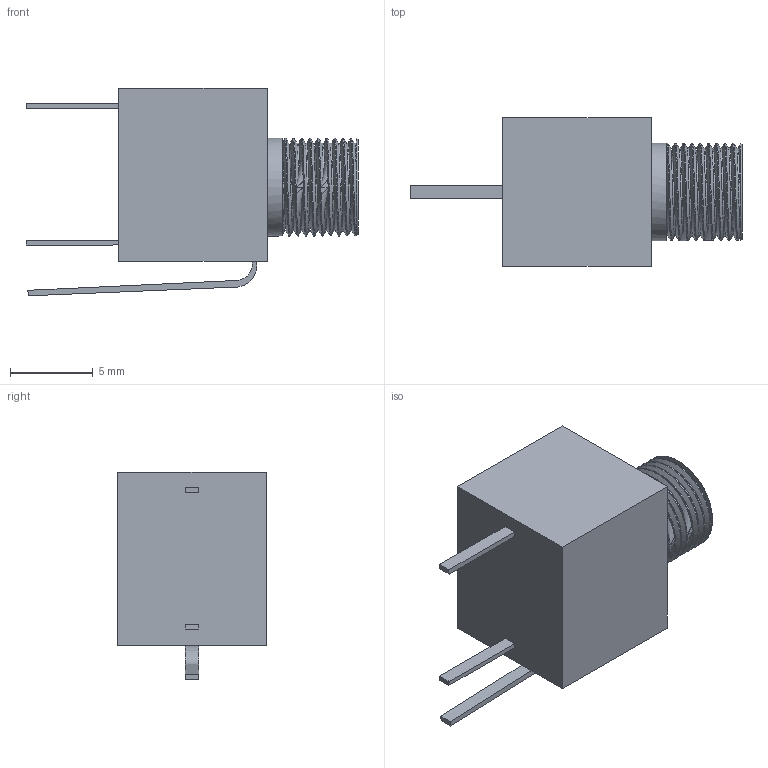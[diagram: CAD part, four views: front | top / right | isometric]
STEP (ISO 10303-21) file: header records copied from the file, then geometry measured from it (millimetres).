
FILE_DESCRIPTION(/* description */ (''),/* implementation_level */ '2;1');
FILE_NAME(/* name */ 'Thonk M301 Jack.step',/* time_stamp */ '2018-02-07T07:06:26+01:00',/* author */ (''),/* organization */ (''),/* preprocessor_version */ 'ST-DEVELOPER v16.13',/* originating_system */ 'Autodesk Translation Framework v6.5.0.72',/* authorisation */ '');
FILE_SCHEMA (('AUTOMOTIVE_DESIGN { 1 0 10303 214 3 1 1 }'));
Length unit declared in the file: millimetre
Products named in the file (1): Thonk M301 Jack
Bounding box: 20.12 x 9 x 12.58 mm (x, y, z)
Volume: 891.6 mm3; surface area: 965.5 mm2
Topology: 5 solids, 5 shells, 61 faces, 139 edges, 89 vertices
Faces by surface type: plane 29, cylinder 28, bspline 2, cone 2
Full cylindrical faces by diameter (mm): 3.6 x2, 5.351 x10, 5.927 x11
Entity records: 3059 total; most frequent: CARTESIAN_POINT 1706, ORIENTED_EDGE 278, DIRECTION 233, EDGE_CURVE 139, VERTEX_POINT 89, AXIS2_PLACEMENT_3D 78, LINE 77, VECTOR 77
